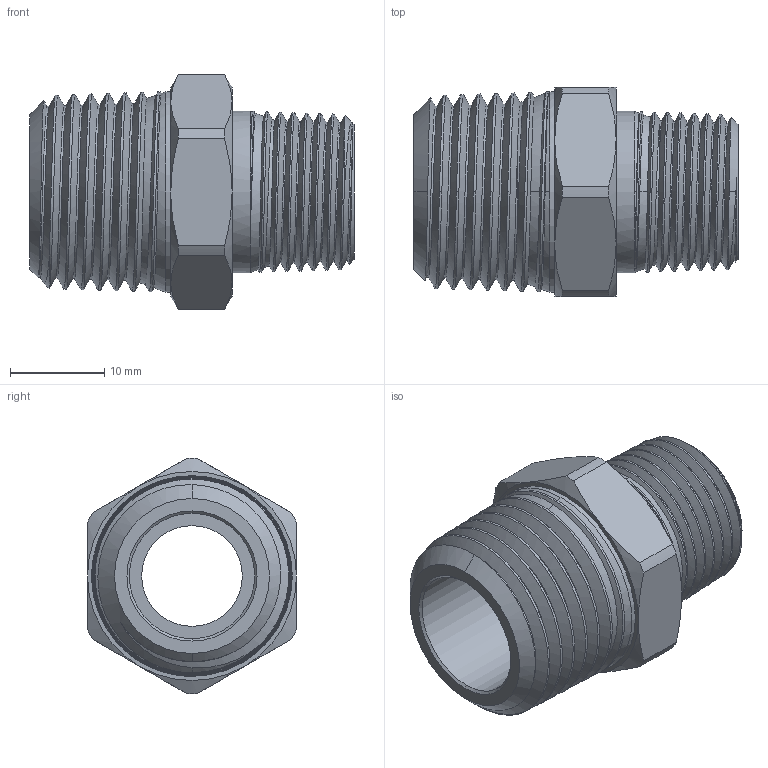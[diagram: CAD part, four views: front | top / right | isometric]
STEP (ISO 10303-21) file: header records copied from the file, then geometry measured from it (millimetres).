
FILE_DESCRIPTION(/* description */ (''),/* implementation_level */ '2;1');
FILE_NAME(/* name */ '123-N3-N4.stp',/* time_stamp */ '2024-01-23T10:15:48-05:00',/* author */ ('esanner'),/* organization */ (''),/* preprocessor_version */ 'ST-DEVELOPER v19',/* originating_system */ 'AutoCAD Mechanical',/* authorisation */ '');
FILE_SCHEMA (('AUTOMOTIVE_DESIGN { 1 0 10303 214 3 1 1 }'));
Length unit declared in the file: millimetre
Products named in the file (2): Product; 123-N3-N4
Assembly tree (1 placements, depth 2):
  Product
    123-N3-N4
Bounding box: 34.49 x 22.23 x 25 mm (x, y, z)
Volume: 6011.2 mm3; surface area: 4715.1 mm2
Topology: 1 solids, 1 shells, 91 faces, 237 edges, 151 vertices
Faces by surface type: cone 64, plane 11, cylinder 10, bspline 6
Full cylindrical faces by diameter (mm): 10.716 x1, 13.335 x1, 17.145 x1, 21.336 x1
Entity records: 10157 total; most frequent: CARTESIAN_POINT 8124, ORIENTED_EDGE 474, DIRECTION 342, EDGE_CURVE 237, VERTEX_POINT 151, AXIS2_PLACEMENT_3D 139, B_SPLINE_CURVE_WITH_KNOTS 98, EDGE_LOOP 96
